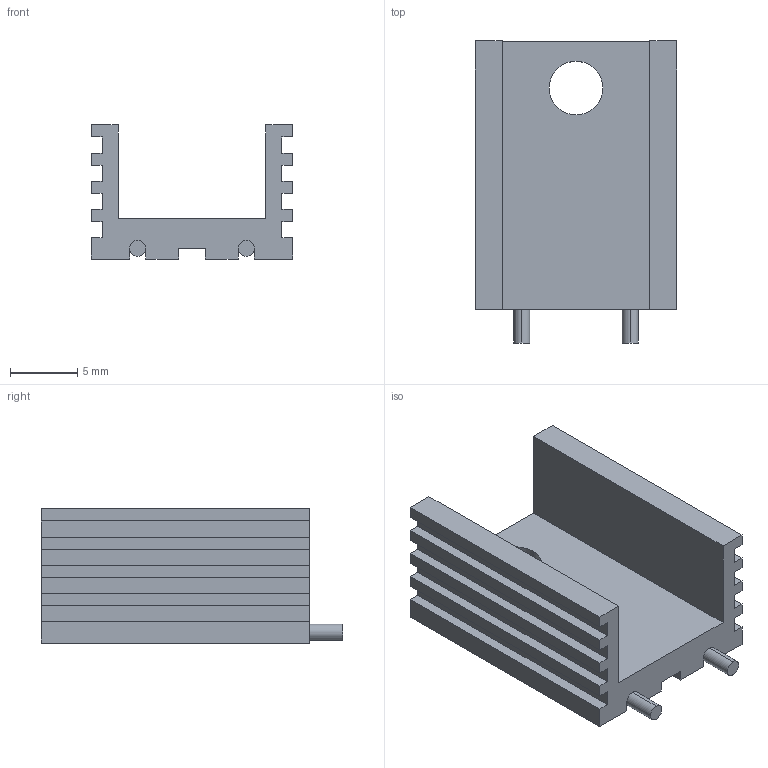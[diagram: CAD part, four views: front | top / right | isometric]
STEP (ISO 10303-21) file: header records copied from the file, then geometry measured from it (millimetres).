
FILE_DESCRIPTION (( 'STEP AP214' ), '1' );
FILE_NAME ('ALSRobot-Heatsink 15X10X20.STEP', '2018-12-15T18:37:39', ( '' ), ( '' ), 'SwSTEP 2.0', 'SolidWorks 2018', '' );
FILE_SCHEMA (( 'AUTOMOTIVE_DESIGN' ));
Length unit declared in the file: millimetre
Products named in the file (1): ALSRobot-Heatsink 15X10X20
Bounding box: 15 x 22.5 x 10 mm (x, y, z)
Volume: 1193.1 mm3; surface area: 1807.8 mm2
Topology: 1 solids, 1 shells, 67 faces, 194 edges, 128 vertices
Faces by surface type: plane 59, cylinder 8
Entity records: 2218 total; most frequent: CARTESIAN_POINT 390, ORIENTED_EDGE 388, DIRECTION 354, EDGE_CURVE 194, LINE 170, VECTOR 170, VERTEX_POINT 128, AXIS2_PLACEMENT_3D 92
